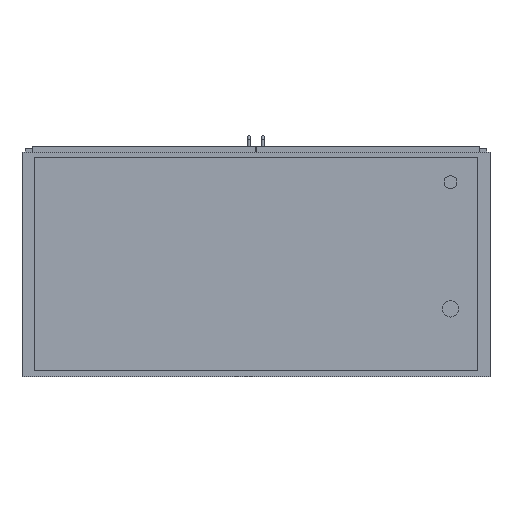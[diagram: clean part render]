
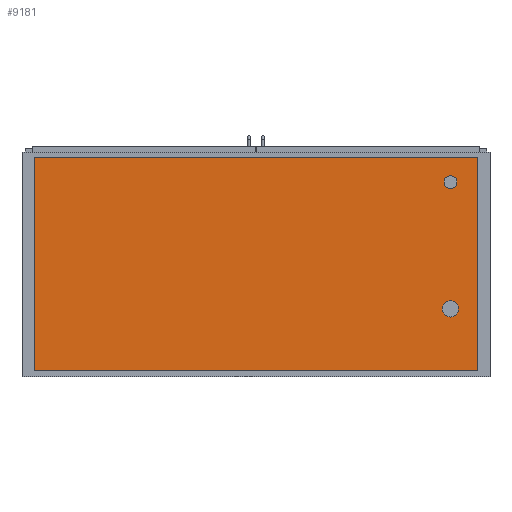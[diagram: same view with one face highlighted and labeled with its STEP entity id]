
A CAD part, front view. The second image highlights one B-rep face of the part: STEP entity #9181.
In plain terms, the highlighted planar face has unit normal (0, -1, 0).
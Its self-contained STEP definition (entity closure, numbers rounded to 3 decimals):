
#147=FACE_BOUND('',#972,.T.);
#148=FACE_BOUND('',#973,.T.);
#167=CIRCLE('',#9807,20.);
#169=CIRCLE('',#9811,25.);
#401=FACE_OUTER_BOUND('',#971,.T.);
#971=EDGE_LOOP('',(#6168,#6169,#6170,#6171));
#972=EDGE_LOOP('',(#6172));
#973=EDGE_LOOP('',(#6173));
#1584=LINE('',#13232,#2749);
#1586=LINE('',#13236,#2751);
#1588=LINE('',#13240,#2753);
#1590=LINE('',#13243,#2755);
#2749=VECTOR('',#10624,10.);
#2751=VECTOR('',#10628,10.);
#2753=VECTOR('',#10632,10.);
#2755=VECTOR('',#10636,10.);
#3876=VERTEX_POINT('',#13158);
#3878=VERTEX_POINT('',#13165);
#3899=VERTEX_POINT('',#13229);
#3900=VERTEX_POINT('',#13231);
#3901=VERTEX_POINT('',#13235);
#3902=VERTEX_POINT('',#13239);
#4755=EDGE_CURVE('',#3876,#3876,#167,.T.);
#4758=EDGE_CURVE('',#3878,#3878,#169,.T.);
#4788=EDGE_CURVE('',#3900,#3899,#1584,.T.);
#4790=EDGE_CURVE('',#3901,#3900,#1586,.T.);
#4792=EDGE_CURVE('',#3902,#3901,#1588,.T.);
#4794=EDGE_CURVE('',#3899,#3902,#1590,.T.);
#6168=ORIENTED_EDGE('',*,*,#4794,.T.);
#6169=ORIENTED_EDGE('',*,*,#4792,.T.);
#6170=ORIENTED_EDGE('',*,*,#4790,.T.);
#6171=ORIENTED_EDGE('',*,*,#4788,.T.);
#6172=ORIENTED_EDGE('',*,*,#4755,.T.);
#6173=ORIENTED_EDGE('',*,*,#4758,.T.);
#8693=PLANE('',#9828);
#9181=ADVANCED_FACE('',(#401,#147,#148),#8693,.T.);
#9807=AXIS2_PLACEMENT_3D('',#13160,#10558,#10559);
#9811=AXIS2_PLACEMENT_3D('',#13167,#10567,#10568);
#9828=AXIS2_PLACEMENT_3D('',#13244,#10637,#10638);
#10558=DIRECTION('center_axis',(0.,1.,0.));
#10559=DIRECTION('ref_axis',(1.,0.,0.));
#10567=DIRECTION('center_axis',(0.,1.,0.));
#10568=DIRECTION('ref_axis',(1.,0.,0.));
#10624=DIRECTION('',(-1.,0.,0.));
#10628=DIRECTION('',(0.,0.,1.));
#10632=DIRECTION('',(1.,0.,0.));
#10636=DIRECTION('',(0.,0.,-1.));
#10637=DIRECTION('center_axis',(0.,-1.,0.));
#10638=DIRECTION('ref_axis',(0.,0.,-1.));
#13158=CARTESIAN_POINT('',(582.5,-370.,255.));
#13160=CARTESIAN_POINT('Origin',(602.5,-370.,255.));
#13165=CARTESIAN_POINT('',(577.5,-370.,-138.));
#13167=CARTESIAN_POINT('Origin',(602.5,-370.,-138.));
#13229=CARTESIAN_POINT('',(-687.5,-370.,330.));
#13231=CARTESIAN_POINT('',(687.5,-370.,330.));
#13232=CARTESIAN_POINT('',(-687.5,-370.,330.));
#13235=CARTESIAN_POINT('',(687.5,-370.,-330.));
#13236=CARTESIAN_POINT('',(687.5,-370.,330.));
#13239=CARTESIAN_POINT('',(-687.5,-370.,-330.));
#13240=CARTESIAN_POINT('',(687.5,-370.,-330.));
#13243=CARTESIAN_POINT('',(-687.5,-370.,-330.));
#13244=CARTESIAN_POINT('Origin',(0.,-370.,0.));
